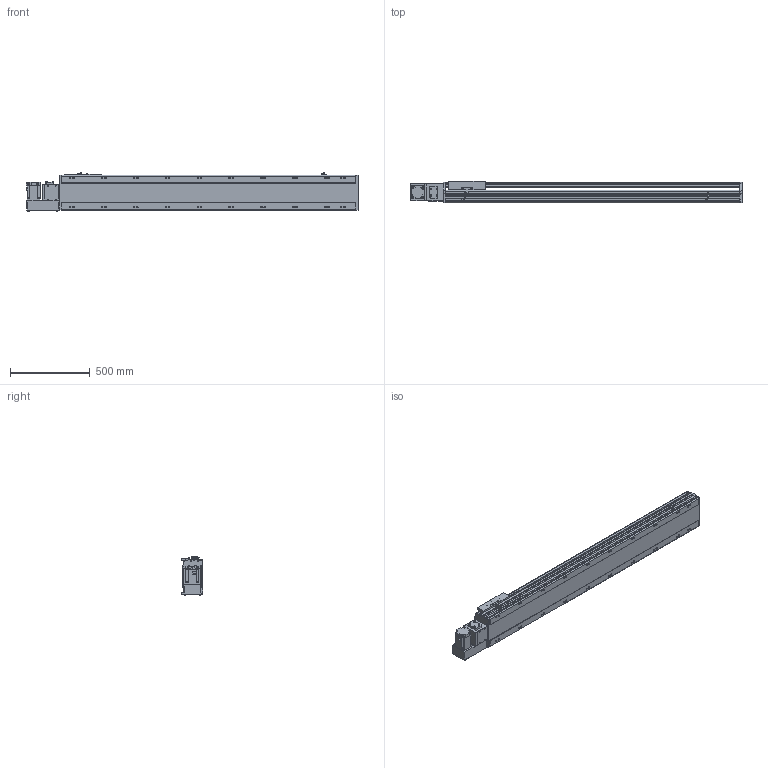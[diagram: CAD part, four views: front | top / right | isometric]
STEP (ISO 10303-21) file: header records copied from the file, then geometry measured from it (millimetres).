
FILE_DESCRIPTION (( 'STEP AP214' ), '1' );
FILE_NAME ('WEX220BL-040LC-1500XXXX.STEP', '2025-02-28T17:09:37', ( '' ), ( '' ), 'SwSTEP 2.0', 'SolidWorks 2022', '' );
FILE_SCHEMA (( 'AUTOMOTIVE_DESIGN' ));
Length unit declared in the file: millimetre
Products named in the file (9): WEX220-1500BCARRIAGE; WEX220-1500B-3; WEX220-1500B-5; WEX220-1500BSENSOR; WEX220-1500B-2; FANG STICKER; WEX220-1500BMOTOR; WEX220BL-040LC-1500XXXX; WEX220-1500B-1
Assembly tree (7 placements, depth 2):
  WEX220-1500B-5
  WEX220BL-040LC-1500XXXX
    WEX220-1500B-2
    WEX220-1500BCARRIAGE
    WEX220-1500B-3
    WEX220-1500BSENSOR  x2
    WEX220-1500BMOTOR
    FANG STICKER
  WEX220-1500B-1
Bounding box: 2082.8 x 134 x 239.56 mm (x, y, z)
Volume: 28437320.1 mm3; surface area: 2650962.2 mm2
Topology: 7 solids, 10 shells, 1621 faces, 3998 edges, 2608 vertices
Faces by surface type: plane 1095, cylinder 410, cone 96, torus 20
Entity records: 45334 total; most frequent: CARTESIAN_POINT 8255, DIRECTION 7536, ORIENTED_EDGE 7364, EDGE_CURVE 3682, VECTOR 2738, LINE 2738, VERTEX_POINT 2406, AXIS2_PLACEMENT_3D 2399
